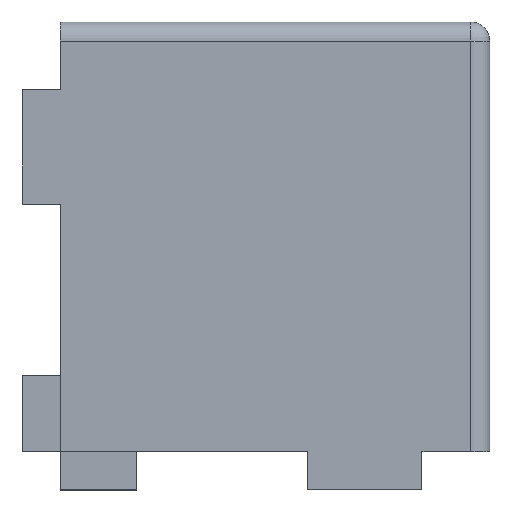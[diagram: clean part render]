
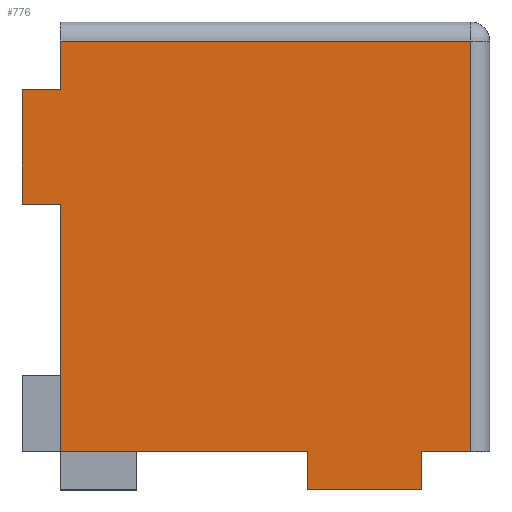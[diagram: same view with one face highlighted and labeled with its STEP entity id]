
A CAD part, top view. The second image highlights one B-rep face of the part: STEP entity #776.
In plain terms, the highlighted planar face has unit normal (0, 0, 1).
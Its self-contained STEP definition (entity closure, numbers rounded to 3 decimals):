
#6 = FACE_OUTER_BOUND ( 'NONE', #886, .T. ) ;
#8 = CARTESIAN_POINT ( 'NONE',  ( 7.7, -2., 11.25 ) ) ;
#52 = DIRECTION ( 'NONE',  ( 0., -1., 0. ) ) ;
#53 = VECTOR ( 'NONE', #52, 1000. ) ;
#54 = LINE ( 'NONE', #77, #53 ) ;
#57 = CARTESIAN_POINT ( 'NONE',  ( -11.25, 18.95, 11.25 ) ) ;
#59 = CARTESIAN_POINT ( 'NONE',  ( 10.25, 21.5, 11.25 ) ) ;
#77 = CARTESIAN_POINT ( 'NONE',  ( -11.25, 22.5, 11.25 ) ) ;
#80 = CARTESIAN_POINT ( 'NONE',  ( -11.25, 21.5, 11.25 ) ) ;
#87 = CARTESIAN_POINT ( 'NONE',  ( -11.25, 0., 11.25 ) ) ;
#90 = DIRECTION ( 'NONE',  ( 1., 0., 0. ) ) ;
#91 = VECTOR ( 'NONE', #90, 1000. ) ;
#93 = LINE ( 'NONE', #87, #91 ) ;
#179 = CARTESIAN_POINT ( 'NONE',  ( 1.7, -2., 11.25 ) ) ;
#205 = CARTESIAN_POINT ( 'NONE',  ( -11.25, 12.95, 11.25 ) ) ;
#213 = CARTESIAN_POINT ( 'NONE',  ( 7.7, 0., 11.25 ) ) ;
#214 = DIRECTION ( 'NONE',  ( 1., 0., 0. ) ) ;
#215 = VECTOR ( 'NONE', #214, 1000. ) ;
#216 = CARTESIAN_POINT ( 'NONE',  ( -11.25, 0., 11.25 ) ) ;
#257 = CARTESIAN_POINT ( 'NONE',  ( -11.25, 0., 11.25 ) ) ;
#262 = CARTESIAN_POINT ( 'NONE',  ( 1.7, 0., 11.25 ) ) ;
#299 = LINE ( 'NONE', #216, #215 ) ;
#311 = CARTESIAN_POINT ( 'NONE',  ( 10.25, 0., 11.25 ) ) ;
#427 = DIRECTION ( 'NONE',  ( -1., 0., 0. ) ) ;
#431 = DIRECTION ( 'NONE',  ( 0., 0., -1. ) ) ;
#432 = AXIS2_PLACEMENT_3D ( 'NONE', #440, #431, #427 ) ;
#440 = CARTESIAN_POINT ( 'NONE',  ( -11.25, 22.5, 11.25 ) ) ;
#442 = PLANE ( 'NONE',  #432 ) ;
#496 = DIRECTION ( 'NONE',  ( -1., 0., 0. ) ) ;
#497 = VECTOR ( 'NONE', #496, 1000. ) ;
#498 = CARTESIAN_POINT ( 'NONE',  ( -11.25, 21.5, 11.25 ) ) ;
#502 = LINE ( 'NONE', #498, #497 ) ;
#613 = EDGE_CURVE ( 'NONE', #718, #861, #1179, .T. ) ;
#714 = EDGE_CURVE ( 'NONE', #887, #1022, #1292, .T. ) ;
#715 = ORIENTED_EDGE ( 'NONE', *, *, #1023, .T. ) ;
#716 = ORIENTED_EDGE ( 'NONE', *, *, #1084, .T. ) ;
#717 = EDGE_CURVE ( 'NONE', #775, #887, #1293, .T. ) ;
#718 = VERTEX_POINT ( 'NONE', #1207 ) ;
#720 = ORIENTED_EDGE ( 'NONE', *, *, #717, .F. ) ;
#721 = EDGE_CURVE ( 'NONE', #775, #1056, #1206, .T. ) ;
#722 = EDGE_CURVE ( 'NONE', #968, #858, #1202, .T. ) ;
#724 = EDGE_CURVE ( 'NONE', #868, #861, #1194, .T. ) ;
#765 = ORIENTED_EDGE ( 'NONE', *, *, #851, .T. ) ;
#766 = VERTEX_POINT ( 'NONE', #1367 ) ;
#767 = ORIENTED_EDGE ( 'NONE', *, *, #724, .T. ) ;
#768 = ORIENTED_EDGE ( 'NONE', *, *, #771, .T. ) ;
#769 = ORIENTED_EDGE ( 'NONE', *, *, #613, .F. ) ;
#770 = EDGE_CURVE ( 'NONE', #766, #718, #1347, .T. ) ;
#771 = EDGE_CURVE ( 'NONE', #766, #1083, #1108, .T. ) ;
#775 = VERTEX_POINT ( 'NONE', #8 ) ;
#776 = ADVANCED_FACE ( 'NONE', ( #6 ), #442, .F. ) ;
#851 = EDGE_CURVE ( 'NONE', #858, #868, #502, .T. ) ;
#858 = VERTEX_POINT ( 'NONE', #59 ) ;
#861 = VERTEX_POINT ( 'NONE', #57 ) ;
#868 = VERTEX_POINT ( 'NONE', #80 ) ;
#872 = EDGE_CURVE ( 'NONE', #1083, #1025, #54, .T. ) ;
#874 = ORIENTED_EDGE ( 'NONE', *, *, #721, .T. ) ;
#875 = ORIENTED_EDGE ( 'NONE', *, *, #722, .T. ) ;
#876 = ORIENTED_EDGE ( 'NONE', *, *, #714, .F. ) ;
#878 = ORIENTED_EDGE ( 'NONE', *, *, #872, .T. ) ;
#879 = ORIENTED_EDGE ( 'NONE', *, *, #770, .F. ) ;
#886 = EDGE_LOOP ( 'NONE', ( #716, #876, #720, #874, #715, #875, #765, #767, #769, #879, #768, #878 ) ) ;
#887 = VERTEX_POINT ( 'NONE', #179 ) ;
#968 = VERTEX_POINT ( 'NONE', #311 ) ;
#1022 = VERTEX_POINT ( 'NONE', #262 ) ;
#1023 = EDGE_CURVE ( 'NONE', #1056, #968, #299, .T. ) ;
#1025 = VERTEX_POINT ( 'NONE', #257 ) ;
#1046 = DIRECTION ( 'NONE',  ( 0., 1., 0. ) ) ;
#1047 = VECTOR ( 'NONE', #1046, 1000. ) ;
#1056 = VERTEX_POINT ( 'NONE', #213 ) ;
#1083 = VERTEX_POINT ( 'NONE', #205 ) ;
#1084 = EDGE_CURVE ( 'NONE', #1025, #1022, #93, .T. ) ;
#1107 = CARTESIAN_POINT ( 'NONE',  ( -13.25, 12.95, 11.25 ) ) ;
#1108 = LINE ( 'NONE', #1107, #1120 ) ;
#1119 = DIRECTION ( 'NONE',  ( 1., 0., 0. ) ) ;
#1120 = VECTOR ( 'NONE', #1119, 1000. ) ;
#1178 = VECTOR ( 'NONE', #1309, 1000. ) ;
#1179 = LINE ( 'NONE', #1216, #1178 ) ;
#1191 = DIRECTION ( 'NONE',  ( 0., -1., 0. ) ) ;
#1192 = VECTOR ( 'NONE', #1191, 1000. ) ;
#1193 = CARTESIAN_POINT ( 'NONE',  ( -11.25, 22.5, 11.25 ) ) ;
#1194 = LINE ( 'NONE', #1193, #1192 ) ;
#1195 = DIRECTION ( 'NONE',  ( 0., 1., 0. ) ) ;
#1196 = VECTOR ( 'NONE', #1195, 1000. ) ;
#1197 = CARTESIAN_POINT ( 'NONE',  ( 10.25, 22.5, 11.25 ) ) ;
#1199 = DIRECTION ( 'NONE',  ( 0., 1., 0. ) ) ;
#1200 = VECTOR ( 'NONE', #1199, 1000. ) ;
#1201 = CARTESIAN_POINT ( 'NONE',  ( 7.7, -2., 11.25 ) ) ;
#1202 = LINE ( 'NONE', #1197, #1196 ) ;
#1203 = DIRECTION ( 'NONE',  ( -1., 0., 0. ) ) ;
#1204 = VECTOR ( 'NONE', #1203, 1000. ) ;
#1205 = CARTESIAN_POINT ( 'NONE',  ( 1.7, -2., 11.25 ) ) ;
#1206 = LINE ( 'NONE', #1201, #1200 ) ;
#1207 = CARTESIAN_POINT ( 'NONE',  ( -13.25, 18.95, 11.25 ) ) ;
#1208 = VECTOR ( 'NONE', #1290, 1000. ) ;
#1216 = CARTESIAN_POINT ( 'NONE',  ( -13.25, 18.95, 11.25 ) ) ;
#1290 = DIRECTION ( 'NONE',  ( 0., 1., 0. ) ) ;
#1291 = CARTESIAN_POINT ( 'NONE',  ( 1.7, -2., 11.25 ) ) ;
#1292 = LINE ( 'NONE', #1291, #1208 ) ;
#1293 = LINE ( 'NONE', #1205, #1204 ) ;
#1309 = DIRECTION ( 'NONE',  ( 1., 0., 0. ) ) ;
#1347 = LINE ( 'NONE', #1355, #1047 ) ;
#1355 = CARTESIAN_POINT ( 'NONE',  ( -13.25, 12.95, 11.25 ) ) ;
#1367 = CARTESIAN_POINT ( 'NONE',  ( -13.25, 12.95, 11.25 ) ) ;
